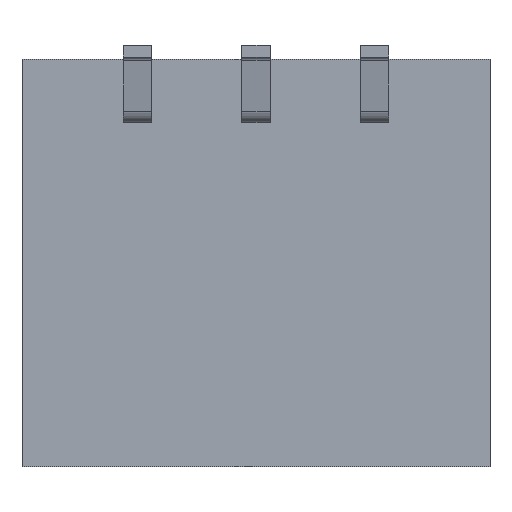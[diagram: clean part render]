
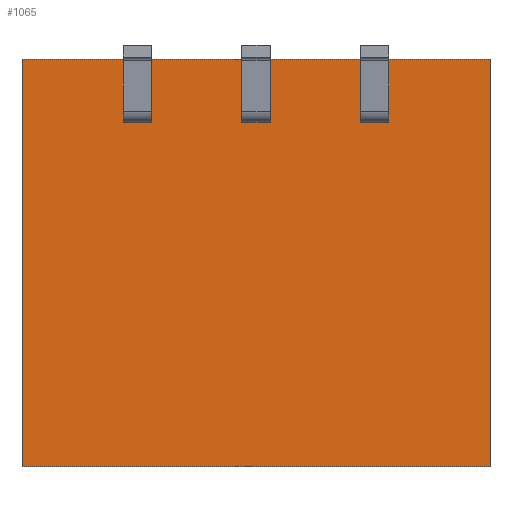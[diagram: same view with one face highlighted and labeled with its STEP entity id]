
A CAD part, left-side view. The second image highlights one B-rep face of the part: STEP entity #1065.
In plain terms, the highlighted planar face has unit normal (-1, 0, 0).
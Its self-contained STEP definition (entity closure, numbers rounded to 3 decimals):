
#21 = PLANE ( 'NONE',  #2665 ) ;
#36 = CARTESIAN_POINT ( 'NONE',  ( -6.4, 5.08, 0.25 ) ) ;
#53 = VERTEX_POINT ( 'NONE', #1152 ) ;
#176 = ORIENTED_EDGE ( 'NONE', *, *, #2177, .F. ) ;
#201 = DIRECTION ( 'NONE',  ( 0., 1., 0. ) ) ;
#216 = CARTESIAN_POINT ( 'NONE',  ( -6.4, 0.6, 0. ) ) ;
#217 = LINE ( 'NONE', #2469, #2989 ) ;
#227 = LINE ( 'NONE', #1197, #1964 ) ;
#242 = ORIENTED_EDGE ( 'NONE', *, *, #3073, .F. ) ;
#248 = EDGE_CURVE ( 'NONE', #2328, #53, #948, .T. ) ;
#256 = EDGE_CURVE ( 'NONE', #1253, #2041, #2513, .T. ) ;
#274 = EDGE_CURVE ( 'NONE', #2041, #1544, #2387, .T. ) ;
#284 = EDGE_CURVE ( 'NONE', #1141, #3104, #227, .T. ) ;
#319 = EDGE_LOOP ( 'NONE', ( #554, #897, #242, #550 ) ) ;
#322 = CARTESIAN_POINT ( 'NONE',  ( -6.4, 5.08, 0.25 ) ) ;
#328 = LINE ( 'NONE', #1681, #1580 ) ;
#354 = LINE ( 'NONE', #3153, #989 ) ;
#377 = LINE ( 'NONE', #36, #2954 ) ;
#420 = FACE_BOUND ( 'NONE', #319, .T. ) ;
#451 = VERTEX_POINT ( 'NONE', #216 ) ;
#490 = EDGE_LOOP ( 'NONE', ( #3423, #2210, #3116, #176 ) ) ;
#549 = CARTESIAN_POINT ( 'NONE',  ( -6.4, 5.08, 0.25 ) ) ;
#550 = ORIENTED_EDGE ( 'NONE', *, *, #887, .F. ) ;
#554 = ORIENTED_EDGE ( 'NONE', *, *, #248, .T. ) ;
#577 = DIRECTION ( 'NONE',  ( 1., 0., 0. ) ) ;
#632 = CARTESIAN_POINT ( 'NONE',  ( -6.4, -2.16, 1.35 ) ) ;
#650 = EDGE_CURVE ( 'NONE', #1253, #1623, #328, .T. ) ;
#653 = VECTOR ( 'NONE', #691, 1000. ) ;
#654 = VERTEX_POINT ( 'NONE', #2999 ) ;
#658 = VERTEX_POINT ( 'NONE', #322 ) ;
#668 = EDGE_CURVE ( 'NONE', #53, #451, #1412, .T. ) ;
#691 = DIRECTION ( 'NONE',  ( 0., 0., -1. ) ) ;
#696 = VERTEX_POINT ( 'NONE', #3290 ) ;
#697 = VECTOR ( 'NONE', #974, 1000. ) ;
#849 = CARTESIAN_POINT ( 'NONE',  ( -6.4, 2.54, 0. ) ) ;
#874 = CARTESIAN_POINT ( 'NONE',  ( -6.4, -2.16, 1.35 ) ) ;
#887 = EDGE_CURVE ( 'NONE', #2328, #2307, #2482, .T. ) ;
#893 = CARTESIAN_POINT ( 'NONE',  ( -6.4, 7.84, 1.35 ) ) ;
#897 = ORIENTED_EDGE ( 'NONE', *, *, #668, .T. ) ;
#942 = CARTESIAN_POINT ( 'NONE',  ( -6.4, 0.6, 0.25 ) ) ;
#948 = LINE ( 'NONE', #2255, #1567 ) ;
#974 = DIRECTION ( 'NONE',  ( 0., 0., -1. ) ) ;
#989 = VECTOR ( 'NONE', #201, 1000. ) ;
#990 = ORIENTED_EDGE ( 'NONE', *, *, #3304, .T. ) ;
#1010 = CARTESIAN_POINT ( 'NONE',  ( -6.4, 3.14, 0.25 ) ) ;
#1034 = ORIENTED_EDGE ( 'NONE', *, *, #3094, .F. ) ;
#1065 = ADVANCED_FACE ( 'NONE', ( #3046, #1946, #420, #1180 ), #21, .F. ) ;
#1090 = EDGE_CURVE ( 'NONE', #658, #2078, #377, .T. ) ;
#1110 = VERTEX_POINT ( 'NONE', #2993 ) ;
#1141 = VERTEX_POINT ( 'NONE', #849 ) ;
#1152 = CARTESIAN_POINT ( 'NONE',  ( -6.4, 0., 0. ) ) ;
#1156 = LINE ( 'NONE', #3441, #2421 ) ;
#1180 = FACE_BOUND ( 'NONE', #1516, .T. ) ;
#1197 = CARTESIAN_POINT ( 'NONE',  ( -6.4, 2.54, 0. ) ) ;
#1230 = DIRECTION ( 'NONE',  ( 0., 1., 0. ) ) ;
#1253 = VERTEX_POINT ( 'NONE', #632 ) ;
#1367 = VECTOR ( 'NONE', #1890, 1000. ) ;
#1372 = DIRECTION ( 'NONE',  ( 0., 0., -1. ) ) ;
#1375 = CARTESIAN_POINT ( 'NONE',  ( -6.4, -2.16, 1.35 ) ) ;
#1404 = EDGE_CURVE ( 'NONE', #654, #1141, #2788, .T. ) ;
#1408 = VECTOR ( 'NONE', #1230, 1000. ) ;
#1412 = LINE ( 'NONE', #1422, #2832 ) ;
#1422 = CARTESIAN_POINT ( 'NONE',  ( -6.4, 0., 0. ) ) ;
#1426 = DIRECTION ( 'NONE',  ( 0., 0., -1. ) ) ;
#1441 = ORIENTED_EDGE ( 'NONE', *, *, #274, .F. ) ;
#1516 = EDGE_LOOP ( 'NONE', ( #1034, #2455, #990, #1652 ) ) ;
#1535 = ORIENTED_EDGE ( 'NONE', *, *, #3159, .T. ) ;
#1544 = VERTEX_POINT ( 'NONE', #3261 ) ;
#1567 = VECTOR ( 'NONE', #1426, 1000. ) ;
#1580 = VECTOR ( 'NONE', #2727, 1000. ) ;
#1623 = VERTEX_POINT ( 'NONE', #893 ) ;
#1645 = DIRECTION ( 'NONE',  ( 0., 0., -1. ) ) ;
#1652 = ORIENTED_EDGE ( 'NONE', *, *, #3136, .F. ) ;
#1663 = LINE ( 'NONE', #549, #2096 ) ;
#1664 = CARTESIAN_POINT ( 'NONE',  ( -6.4, 3.14, 0. ) ) ;
#1681 = CARTESIAN_POINT ( 'NONE',  ( -6.4, -2.16, 1.35 ) ) ;
#1752 = LINE ( 'NONE', #2245, #2373 ) ;
#1834 = VERTEX_POINT ( 'NONE', #1010 ) ;
#1850 = DIRECTION ( 'NONE',  ( 0., 1., 0. ) ) ;
#1859 = CARTESIAN_POINT ( 'NONE',  ( -6.4, 2.54, 0.25 ) ) ;
#1886 = CARTESIAN_POINT ( 'NONE',  ( -6.4, 0., 0.25 ) ) ;
#1890 = DIRECTION ( 'NONE',  ( 0., 0., -1. ) ) ;
#1910 = DIRECTION ( 'NONE',  ( 0., 1., 0. ) ) ;
#1917 = CARTESIAN_POINT ( 'NONE',  ( -6.4, -2.16, -7.35 ) ) ;
#1946 = FACE_OUTER_BOUND ( 'NONE', #2019, .T. ) ;
#1964 = VECTOR ( 'NONE', #2313, 1000. ) ;
#1975 = LINE ( 'NONE', #2088, #697 ) ;
#2019 = EDGE_LOOP ( 'NONE', ( #1535, #1441, #2268, #2416 ) ) ;
#2041 = VERTEX_POINT ( 'NONE', #1917 ) ;
#2078 = VERTEX_POINT ( 'NONE', #2465 ) ;
#2088 = CARTESIAN_POINT ( 'NONE',  ( -6.4, 0.6, 0.25 ) ) ;
#2096 = VECTOR ( 'NONE', #3277, 1000. ) ;
#2177 = EDGE_CURVE ( 'NONE', #1834, #3104, #1752, .T. ) ;
#2210 = ORIENTED_EDGE ( 'NONE', *, *, #1404, .T. ) ;
#2245 = CARTESIAN_POINT ( 'NONE',  ( -6.4, 3.14, 0.25 ) ) ;
#2255 = CARTESIAN_POINT ( 'NONE',  ( -6.4, 0., 0.25 ) ) ;
#2268 = ORIENTED_EDGE ( 'NONE', *, *, #256, .F. ) ;
#2286 = CARTESIAN_POINT ( 'NONE',  ( -6.4, 0., 0.25 ) ) ;
#2307 = VERTEX_POINT ( 'NONE', #942 ) ;
#2313 = DIRECTION ( 'NONE',  ( 0., 1., 0. ) ) ;
#2328 = VERTEX_POINT ( 'NONE', #2286 ) ;
#2373 = VECTOR ( 'NONE', #3323, 1000. ) ;
#2376 = LINE ( 'NONE', #2726, #3381 ) ;
#2387 = LINE ( 'NONE', #3340, #1408 ) ;
#2416 = ORIENTED_EDGE ( 'NONE', *, *, #650, .T. ) ;
#2421 = VECTOR ( 'NONE', #1850, 1000. ) ;
#2422 = DIRECTION ( 'NONE',  ( 0., 0., -1. ) ) ;
#2455 = ORIENTED_EDGE ( 'NONE', *, *, #1090, .T. ) ;
#2465 = CARTESIAN_POINT ( 'NONE',  ( -6.4, 5.08, 0. ) ) ;
#2469 = CARTESIAN_POINT ( 'NONE',  ( -6.4, 5.68, 0.25 ) ) ;
#2482 = LINE ( 'NONE', #1886, #3004 ) ;
#2513 = LINE ( 'NONE', #874, #653 ) ;
#2665 = AXIS2_PLACEMENT_3D ( 'NONE', #1375, #577, #2422 ) ;
#2726 = CARTESIAN_POINT ( 'NONE',  ( -6.4, 7.84, 1.35 ) ) ;
#2727 = DIRECTION ( 'NONE',  ( 0., 1., 0. ) ) ;
#2788 = LINE ( 'NONE', #1859, #1367 ) ;
#2832 = VECTOR ( 'NONE', #3314, 1000. ) ;
#2954 = VECTOR ( 'NONE', #1645, 1000. ) ;
#2989 = VECTOR ( 'NONE', #1372, 1000. ) ;
#2993 = CARTESIAN_POINT ( 'NONE',  ( -6.4, 5.68, 0. ) ) ;
#2999 = CARTESIAN_POINT ( 'NONE',  ( -6.4, 2.54, 0.25 ) ) ;
#3004 = VECTOR ( 'NONE', #1910, 1000. ) ;
#3046 = FACE_BOUND ( 'NONE', #490, .T. ) ;
#3073 = EDGE_CURVE ( 'NONE', #2307, #451, #1975, .T. ) ;
#3094 = EDGE_CURVE ( 'NONE', #658, #696, #1663, .T. ) ;
#3104 = VERTEX_POINT ( 'NONE', #1664 ) ;
#3116 = ORIENTED_EDGE ( 'NONE', *, *, #284, .T. ) ;
#3136 = EDGE_CURVE ( 'NONE', #696, #1110, #217, .T. ) ;
#3153 = CARTESIAN_POINT ( 'NONE',  ( -6.4, 5.08, 0. ) ) ;
#3159 = EDGE_CURVE ( 'NONE', #1623, #1544, #2376, .T. ) ;
#3261 = CARTESIAN_POINT ( 'NONE',  ( -6.4, 7.84, -7.35 ) ) ;
#3277 = DIRECTION ( 'NONE',  ( 0., 1., 0. ) ) ;
#3290 = CARTESIAN_POINT ( 'NONE',  ( -6.4, 5.68, 0.25 ) ) ;
#3304 = EDGE_CURVE ( 'NONE', #2078, #1110, #354, .T. ) ;
#3314 = DIRECTION ( 'NONE',  ( 0., 1., 0. ) ) ;
#3323 = DIRECTION ( 'NONE',  ( 0., 0., -1. ) ) ;
#3340 = CARTESIAN_POINT ( 'NONE',  ( -6.4, -2.16, -7.35 ) ) ;
#3375 = EDGE_CURVE ( 'NONE', #654, #1834, #1156, .T. ) ;
#3381 = VECTOR ( 'NONE', #3489, 1000. ) ;
#3423 = ORIENTED_EDGE ( 'NONE', *, *, #3375, .F. ) ;
#3441 = CARTESIAN_POINT ( 'NONE',  ( -6.4, 2.54, 0.25 ) ) ;
#3489 = DIRECTION ( 'NONE',  ( 0., 0., -1. ) ) ;
